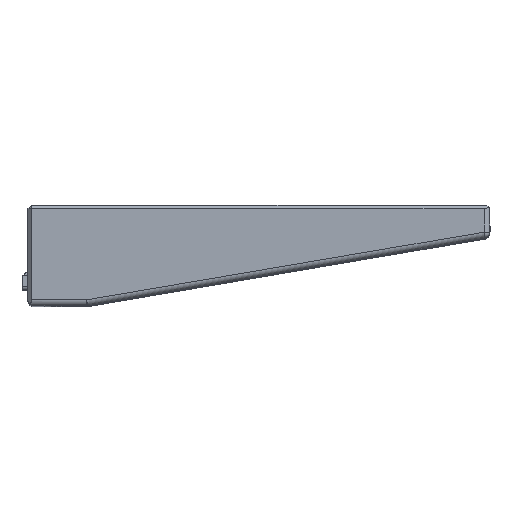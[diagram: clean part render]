
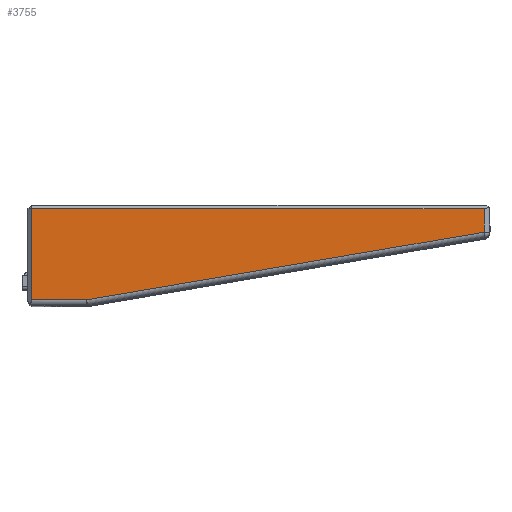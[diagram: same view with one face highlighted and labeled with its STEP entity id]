
A CAD part, top view. The second image highlights one B-rep face of the part: STEP entity #3755.
In plain terms, the highlighted planar face has unit normal (0, 0, 1).
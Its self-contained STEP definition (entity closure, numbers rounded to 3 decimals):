
#94 = ORIENTED_EDGE ( 'NONE', *, *, #4034, .T. ) ;
#169 = ORIENTED_EDGE ( 'NONE', *, *, #1745, .T. ) ;
#209 = CARTESIAN_POINT ( 'NONE',  ( 77.07, -4.556, -75.63 ) ) ;
#412 = LINE ( 'NONE', #1293, #4480 ) ;
#422 = VECTOR ( 'NONE', #4974, 1000. ) ;
#699 = ORIENTED_EDGE ( 'NONE', *, *, #2337, .T. ) ;
#836 = DIRECTION ( 'NONE',  ( -1., 0., 0. ) ) ;
#945 = DIRECTION ( 'NONE',  ( 0., -1., 0. ) ) ;
#1020 = VERTEX_POINT ( 'NONE', #3334 ) ;
#1293 = CARTESIAN_POINT ( 'NONE',  ( 0., -0.6, -75.63 ) ) ;
#1745 = EDGE_CURVE ( 'NONE', #4372, #2763, #412, .T. ) ;
#1817 = DIRECTION ( 'NONE',  ( 1., 0., 0. ) ) ;
#1912 = VERTEX_POINT ( 'NONE', #4704 ) ;
#2141 = ORIENTED_EDGE ( 'NONE', *, *, #3392, .T. ) ;
#2169 = CARTESIAN_POINT ( 'NONE',  ( 0.6, -17., -75.63 ) ) ;
#2260 = LINE ( 'NONE', #209, #2355 ) ;
#2337 = EDGE_CURVE ( 'NONE', #3666, #1020, #2260, .T. ) ;
#2355 = VECTOR ( 'NONE', #3445, 1000. ) ;
#2458 = AXIS2_PLACEMENT_3D ( 'NONE', #3096, #3849, #3068 ) ;
#2640 = CARTESIAN_POINT ( 'NONE',  ( 0., -16., -75.63 ) ) ;
#2763 = VERTEX_POINT ( 'NONE', #3651 ) ;
#2857 = ORIENTED_EDGE ( 'NONE', *, *, #4000, .T. ) ;
#3040 = VECTOR ( 'NONE', #1817, 1000. ) ;
#3068 = DIRECTION ( 'NONE',  ( 1., 0., 0. ) ) ;
#3096 = CARTESIAN_POINT ( 'NONE',  ( 0., -17., -75.63 ) ) ;
#3157 = VECTOR ( 'NONE', #945, 1000. ) ;
#3334 = CARTESIAN_POINT ( 'NONE',  ( 77.07, -4.556, -75.63 ) ) ;
#3392 = EDGE_CURVE ( 'NONE', #1912, #3666, #3960, .T. ) ;
#3445 = DIRECTION ( 'NONE',  ( 0.986, 0.168, 0. ) ) ;
#3649 = EDGE_LOOP ( 'NONE', ( #699, #94, #169, #2857, #2141 ) ) ;
#3651 = CARTESIAN_POINT ( 'NONE',  ( 0.6, -0.6, -75.63 ) ) ;
#3666 = VERTEX_POINT ( 'NONE', #4615 ) ;
#3755 = ADVANCED_FACE ( 'NONE', ( #3926 ), #4302, .F. ) ;
#3849 = DIRECTION ( 'NONE',  ( 0., 0., -1. ) ) ;
#3926 = FACE_OUTER_BOUND ( 'NONE', #3649, .T. ) ;
#3960 = LINE ( 'NONE', #2640, #3040 ) ;
#4000 = EDGE_CURVE ( 'NONE', #2763, #1912, #4501, .T. ) ;
#4034 = EDGE_CURVE ( 'NONE', #1020, #4372, #4189, .T. ) ;
#4189 = LINE ( 'NONE', #5003, #422 ) ;
#4302 = PLANE ( 'NONE',  #2458 ) ;
#4372 = VERTEX_POINT ( 'NONE', #4444 ) ;
#4444 = CARTESIAN_POINT ( 'NONE',  ( 77.07, -0.6, -75.63 ) ) ;
#4480 = VECTOR ( 'NONE', #836, 1000. ) ;
#4501 = LINE ( 'NONE', #2169, #3157 ) ;
#4615 = CARTESIAN_POINT ( 'NONE',  ( 9.915, -16., -75.63 ) ) ;
#4704 = CARTESIAN_POINT ( 'NONE',  ( 0.6, -16., -75.63 ) ) ;
#4974 = DIRECTION ( 'NONE',  ( 0., 1., 0. ) ) ;
#5003 = CARTESIAN_POINT ( 'NONE',  ( 77.07, -17., -75.63 ) ) ;
